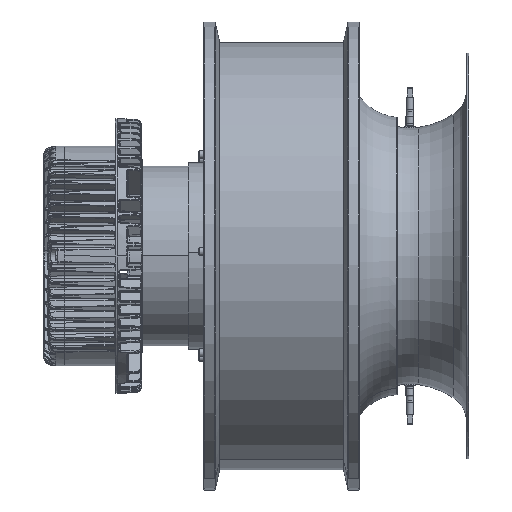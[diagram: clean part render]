
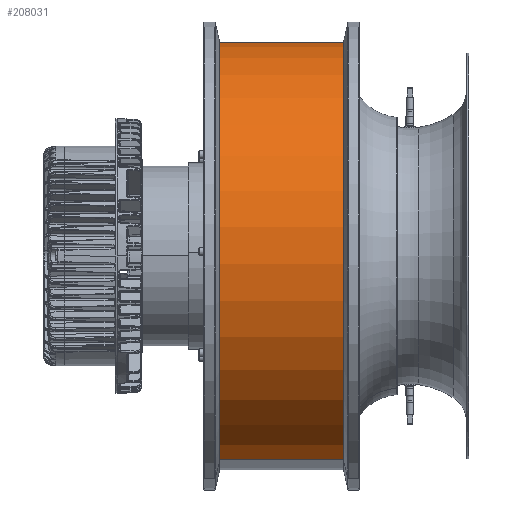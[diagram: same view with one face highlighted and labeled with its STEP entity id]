
A CAD part, front view. The second image highlights one B-rep face of the part: STEP entity #208031.
In plain terms, the highlighted cylindrical face has radius 163.452 mm (diameter 326.905 mm), a partial arc.
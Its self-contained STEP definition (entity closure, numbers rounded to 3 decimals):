
#205830=CARTESIAN_POINT('',(12.,0.,0.));
#205831=DIRECTION('',(1.,0.,0.));
#205832=DIRECTION('',(0.,0.,1.));
#205833=AXIS2_PLACEMENT_3D('',#205830,#205831,#205832);
#205840=DIRECTION('',(-1.,0.,0.));
#205841=VECTOR('',#205840,95.);
#205842=CARTESIAN_POINT('',(107.,0.,163.452));
#205843=LINE('',#205842,#205841);
#205844=DIRECTION('',(-1.,0.,0.));
#205845=VECTOR('',#205844,95.);
#205846=CARTESIAN_POINT('',(107.,0.,-163.452));
#205847=LINE('',#205846,#205845);
#205868=CARTESIAN_POINT('',(107.,0.,0.));
#205869=DIRECTION('',(1.,0.,0.));
#205870=DIRECTION('',(0.,0.,1.));
#205871=AXIS2_PLACEMENT_3D('',#205868,#205869,#205870);
#207781=CARTESIAN_POINT('',(12.,0.,-163.452));
#207782=CARTESIAN_POINT('',(12.,0.,163.452));
#207783=VERTEX_POINT('',#207781);
#207784=VERTEX_POINT('',#207782);
#207789=CARTESIAN_POINT('',(107.,0.,-163.452));
#207790=CARTESIAN_POINT('',(107.,0.,163.452));
#207791=VERTEX_POINT('',#207789);
#207792=VERTEX_POINT('',#207790);
#208017=CARTESIAN_POINT('',(6.048,0.,0.));
#208018=DIRECTION('',(1.,0.,0.));
#208019=DIRECTION('',(0.,0.,1.));
#208020=AXIS2_PLACEMENT_3D('',#208017,#208018,#208019);
#208021=CYLINDRICAL_SURFACE('',#208020,163.452);
#208022=ORIENTED_EDGE('',*,*,#208007,.F.);
#208024=ORIENTED_EDGE('',*,*,#208023,.F.);
#208026=ORIENTED_EDGE('',*,*,#208025,.T.);
#208028=ORIENTED_EDGE('',*,*,#208027,.T.);
#208029=EDGE_LOOP('',(#208022,#208024,#208026,#208028));
#208030=FACE_OUTER_BOUND('',#208029,.F.);
#208031=ADVANCED_FACE('',(#208030),#208021,.T.);
#205834=CIRCLE('',#205833,163.452);
#205872=CIRCLE('',#205871,163.452);
#208007=EDGE_CURVE('',#207784,#207783,#205834,.T.);
#208023=EDGE_CURVE('',#207792,#207784,#205843,.T.);
#208025=EDGE_CURVE('',#207792,#207791,#205872,.T.);
#208027=EDGE_CURVE('',#207791,#207783,#205847,.T.);
